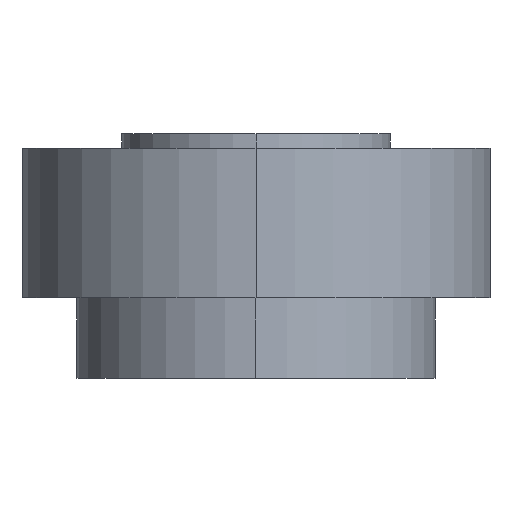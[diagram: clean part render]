
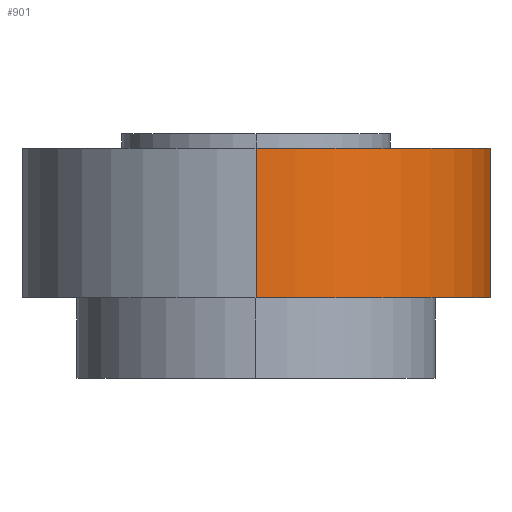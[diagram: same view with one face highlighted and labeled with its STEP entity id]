
A CAD part, left-side view. The second image highlights one B-rep face of the part: STEP entity #901.
In plain terms, the highlighted cylindrical face has radius 7.85 mm (diameter 15.7 mm), a partial arc.
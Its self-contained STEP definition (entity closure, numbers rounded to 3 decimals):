
#41 = DIRECTION ( 'NONE',  ( -1., 0., 0. ) ) ;
#199 = VERTEX_POINT ( 'NONE', #2139 ) ;
#407 = DIRECTION ( 'NONE',  ( 1., 0., 0. ) ) ;
#494 = AXIS2_PLACEMENT_3D ( 'NONE', #2439, #2028, #41 ) ;
#496 = DIRECTION ( 'NONE',  ( 0., 0., -1. ) ) ;
#520 = ORIENTED_EDGE ( 'NONE', *, *, #1485, .T. ) ;
#662 = VERTEX_POINT ( 'NONE', #920 ) ;
#671 = CARTESIAN_POINT ( 'NONE',  ( -7.85, 0., 5. ) ) ;
#856 = AXIS2_PLACEMENT_3D ( 'NONE', #1936, #2155, #2531 ) ;
#901 = ADVANCED_FACE ( 'NONE', ( #1473 ), #936, .T. ) ;
#920 = CARTESIAN_POINT ( 'NONE',  ( -7.85, 0., 0. ) ) ;
#936 = CYLINDRICAL_SURFACE ( 'NONE', #494, 7.85 ) ;
#965 = CIRCLE ( 'NONE', #1855, 7.85 ) ;
#981 = DIRECTION ( 'NONE',  ( 0., 0., 1. ) ) ;
#992 = ORIENTED_EDGE ( 'NONE', *, *, #1713, .T. ) ;
#1164 = ORIENTED_EDGE ( 'NONE', *, *, #2543, .F. ) ;
#1272 = ORIENTED_EDGE ( 'NONE', *, *, #1642, .F. ) ;
#1373 = VERTEX_POINT ( 'NONE', #2035 ) ;
#1473 = FACE_OUTER_BOUND ( 'NONE', #1907, .T. ) ;
#1485 = EDGE_CURVE ( 'NONE', #199, #662, #1794, .T. ) ;
#1642 = EDGE_CURVE ( 'NONE', #199, #1373, #2016, .T. ) ;
#1713 = EDGE_CURVE ( 'NONE', #662, #1848, #965, .T. ) ;
#1794 = LINE ( 'NONE', #671, #2276 ) ;
#1848 = VERTEX_POINT ( 'NONE', #2052 ) ;
#1855 = AXIS2_PLACEMENT_3D ( 'NONE', #1984, #981, #407 ) ;
#1907 = EDGE_LOOP ( 'NONE', ( #1272, #520, #992, #1164 ) ) ;
#1936 = CARTESIAN_POINT ( 'NONE',  ( 0., 0., 5. ) ) ;
#1965 = CARTESIAN_POINT ( 'NONE',  ( 0.788, -7.81, 5. ) ) ;
#1984 = CARTESIAN_POINT ( 'NONE',  ( 0., 0., 0. ) ) ;
#2016 = CIRCLE ( 'NONE', #856, 7.85 ) ;
#2028 = DIRECTION ( 'NONE',  ( 0., 0., -1. ) ) ;
#2035 = CARTESIAN_POINT ( 'NONE',  ( 0.788, -7.81, 5. ) ) ;
#2052 = CARTESIAN_POINT ( 'NONE',  ( 0.788, -7.81, 0. ) ) ;
#2139 = CARTESIAN_POINT ( 'NONE',  ( -7.85, 0., 5. ) ) ;
#2141 = LINE ( 'NONE', #1965, #2574 ) ;
#2155 = DIRECTION ( 'NONE',  ( 0., 0., 1. ) ) ;
#2276 = VECTOR ( 'NONE', #496, 1000. ) ;
#2439 = CARTESIAN_POINT ( 'NONE',  ( 0., 0., 5. ) ) ;
#2531 = DIRECTION ( 'NONE',  ( 1., 0., 0. ) ) ;
#2543 = EDGE_CURVE ( 'NONE', #1373, #1848, #2141, .T. ) ;
#2558 = DIRECTION ( 'NONE',  ( 0., 0., -1. ) ) ;
#2574 = VECTOR ( 'NONE', #2558, 1000. ) ;
